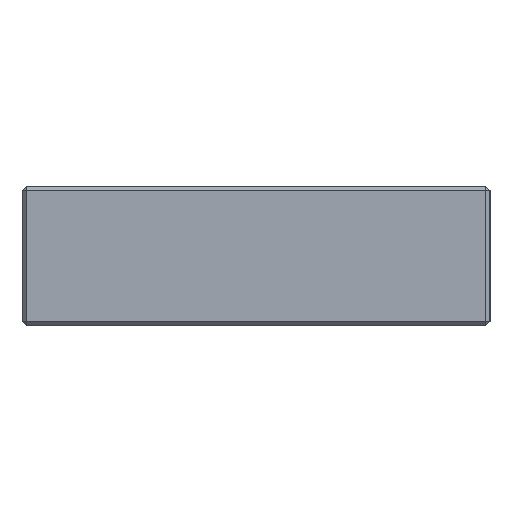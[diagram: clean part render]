
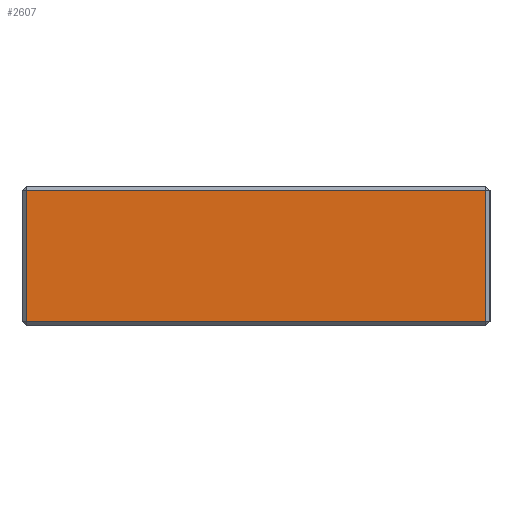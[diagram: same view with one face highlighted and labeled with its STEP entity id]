
A CAD part, left-side view. The second image highlights one B-rep face of the part: STEP entity #2607.
In plain terms, the highlighted planar face has unit normal (-1, 0, 0).
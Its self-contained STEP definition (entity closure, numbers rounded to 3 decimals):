
#128 = PLANE('',#129);
#129 = AXIS2_PLACEMENT_3D('',#130,#131,#132);
#130 = CARTESIAN_POINT('',(-57.,-32.3,19.));
#131 = DIRECTION('',(0.707,0.,-0.707));
#132 = DIRECTION('',(-0.,-1.,-0.));
#969 = VERTEX_POINT('',#970);
#970 = CARTESIAN_POINT('',(-57.3,-31.7,18.7));
#993 = VERTEX_POINT('',#994);
#994 = CARTESIAN_POINT('',(-57.3,31.7,18.7));
#1020 = EDGE_CURVE('',#969,#993,#1021,.T.);
#1021 = SURFACE_CURVE('',#1022,(#1026,#1033),.PCURVE_S1.);
#1022 = LINE('',#1023,#1024);
#1023 = CARTESIAN_POINT('',(-57.3,-32.3,18.7));
#1024 = VECTOR('',#1025,1.);
#1025 = DIRECTION('',(0.,1.,0.));
#1026 = PCURVE('',#128,#1027);
#1027 = DEFINITIONAL_REPRESENTATION('',(#1028),#1032);
#1028 = LINE('',#1029,#1030);
#1029 = CARTESIAN_POINT('',(-0.,0.424));
#1030 = VECTOR('',#1031,1.);
#1031 = DIRECTION('',(-1.,0.));
#1032 = ( GEOMETRIC_REPRESENTATION_CONTEXT(2) 
PARAMETRIC_REPRESENTATION_CONTEXT() REPRESENTATION_CONTEXT('2D SPACE',''
  ) );
#1033 = PCURVE('',#1034,#1039);
#1034 = PLANE('',#1035);
#1035 = AXIS2_PLACEMENT_3D('',#1036,#1037,#1038);
#1036 = CARTESIAN_POINT('',(-57.3,-32.3,0.));
#1037 = DIRECTION('',(-1.,0.,0.));
#1038 = DIRECTION('',(0.,1.,0.));
#1039 = DEFINITIONAL_REPRESENTATION('',(#1040),#1044);
#1040 = LINE('',#1041,#1042);
#1041 = CARTESIAN_POINT('',(0.,-18.7));
#1042 = VECTOR('',#1043,1.);
#1043 = DIRECTION('',(1.,0.));
#1044 = ( GEOMETRIC_REPRESENTATION_CONTEXT(2) 
PARAMETRIC_REPRESENTATION_CONTEXT() REPRESENTATION_CONTEXT('2D SPACE',''
  ) );
#1781 = PLANE('',#1782);
#1782 = AXIS2_PLACEMENT_3D('',#1783,#1784,#1785);
#1783 = CARTESIAN_POINT('',(-57.,-32.,0.));
#1784 = DIRECTION('',(-0.707,-0.707,0.));
#1785 = DIRECTION('',(0.,0.,1.));
#2607 = ADVANCED_FACE('',(#2608),#1034,.T.);
#2608 = FACE_BOUND('',#2609,.T.);
#2609 = EDGE_LOOP('',(#2610,#2633,#2634,#2662));
#2610 = ORIENTED_EDGE('',*,*,#2611,.T.);
#2611 = EDGE_CURVE('',#2612,#969,#2614,.T.);
#2612 = VERTEX_POINT('',#2613);
#2613 = CARTESIAN_POINT('',(-57.3,-31.7,0.6));
#2614 = SURFACE_CURVE('',#2615,(#2619,#2626),.PCURVE_S1.);
#2615 = LINE('',#2616,#2617);
#2616 = CARTESIAN_POINT('',(-57.3,-31.7,0.));
#2617 = VECTOR('',#2618,1.);
#2618 = DIRECTION('',(0.,0.,1.));
#2619 = PCURVE('',#1034,#2620);
#2620 = DEFINITIONAL_REPRESENTATION('',(#2621),#2625);
#2621 = LINE('',#2622,#2623);
#2622 = CARTESIAN_POINT('',(0.6,0.));
#2623 = VECTOR('',#2624,1.);
#2624 = DIRECTION('',(0.,-1.));
#2625 = ( GEOMETRIC_REPRESENTATION_CONTEXT(2) 
PARAMETRIC_REPRESENTATION_CONTEXT() REPRESENTATION_CONTEXT('2D SPACE',''
  ) );
#2626 = PCURVE('',#1781,#2627);
#2627 = DEFINITIONAL_REPRESENTATION('',(#2628),#2632);
#2628 = LINE('',#2629,#2630);
#2629 = CARTESIAN_POINT('',(0.,0.424));
#2630 = VECTOR('',#2631,1.);
#2631 = DIRECTION('',(1.,0.));
#2632 = ( GEOMETRIC_REPRESENTATION_CONTEXT(2) 
PARAMETRIC_REPRESENTATION_CONTEXT() REPRESENTATION_CONTEXT('2D SPACE',''
  ) );
#2633 = ORIENTED_EDGE('',*,*,#1020,.T.);
#2634 = ORIENTED_EDGE('',*,*,#2635,.F.);
#2635 = EDGE_CURVE('',#2636,#993,#2638,.T.);
#2636 = VERTEX_POINT('',#2637);
#2637 = CARTESIAN_POINT('',(-57.3,31.7,0.6));
#2638 = SURFACE_CURVE('',#2639,(#2643,#2650),.PCURVE_S1.);
#2639 = LINE('',#2640,#2641);
#2640 = CARTESIAN_POINT('',(-57.3,31.7,0.));
#2641 = VECTOR('',#2642,1.);
#2642 = DIRECTION('',(0.,0.,1.));
#2643 = PCURVE('',#1034,#2644);
#2644 = DEFINITIONAL_REPRESENTATION('',(#2645),#2649);
#2645 = LINE('',#2646,#2647);
#2646 = CARTESIAN_POINT('',(64.,0.));
#2647 = VECTOR('',#2648,1.);
#2648 = DIRECTION('',(0.,-1.));
#2649 = ( GEOMETRIC_REPRESENTATION_CONTEXT(2) 
PARAMETRIC_REPRESENTATION_CONTEXT() REPRESENTATION_CONTEXT('2D SPACE',''
  ) );
#2650 = PCURVE('',#2651,#2656);
#2651 = PLANE('',#2652);
#2652 = AXIS2_PLACEMENT_3D('',#2653,#2654,#2655);
#2653 = CARTESIAN_POINT('',(-57.,32.,0.));
#2654 = DIRECTION('',(-0.707,0.707,0.));
#2655 = DIRECTION('',(0.,0.,1.));
#2656 = DEFINITIONAL_REPRESENTATION('',(#2657),#2661);
#2657 = LINE('',#2658,#2659);
#2658 = CARTESIAN_POINT('',(0.,-0.424));
#2659 = VECTOR('',#2660,1.);
#2660 = DIRECTION('',(1.,0.));
#2661 = ( GEOMETRIC_REPRESENTATION_CONTEXT(2) 
PARAMETRIC_REPRESENTATION_CONTEXT() REPRESENTATION_CONTEXT('2D SPACE',''
  ) );
#2662 = ORIENTED_EDGE('',*,*,#2663,.F.);
#2663 = EDGE_CURVE('',#2612,#2636,#2664,.T.);
#2664 = SURFACE_CURVE('',#2665,(#2669,#2676),.PCURVE_S1.);
#2665 = LINE('',#2666,#2667);
#2666 = CARTESIAN_POINT('',(-57.3,-32.3,0.6));
#2667 = VECTOR('',#2668,1.);
#2668 = DIRECTION('',(0.,1.,0.));
#2669 = PCURVE('',#1034,#2670);
#2670 = DEFINITIONAL_REPRESENTATION('',(#2671),#2675);
#2671 = LINE('',#2672,#2673);
#2672 = CARTESIAN_POINT('',(0.,-0.6));
#2673 = VECTOR('',#2674,1.);
#2674 = DIRECTION('',(1.,0.));
#2675 = ( GEOMETRIC_REPRESENTATION_CONTEXT(2) 
PARAMETRIC_REPRESENTATION_CONTEXT() REPRESENTATION_CONTEXT('2D SPACE',''
  ) );
#2676 = PCURVE('',#2677,#2682);
#2677 = PLANE('',#2678);
#2678 = AXIS2_PLACEMENT_3D('',#2679,#2680,#2681);
#2679 = CARTESIAN_POINT('',(-57.,-32.3,0.3));
#2680 = DIRECTION('',(-0.707,0.,-0.707));
#2681 = DIRECTION('',(0.,1.,0.));
#2682 = DEFINITIONAL_REPRESENTATION('',(#2683),#2687);
#2683 = LINE('',#2684,#2685);
#2684 = CARTESIAN_POINT('',(0.,-0.424));
#2685 = VECTOR('',#2686,1.);
#2686 = DIRECTION('',(1.,0.));
#2687 = ( GEOMETRIC_REPRESENTATION_CONTEXT(2) 
PARAMETRIC_REPRESENTATION_CONTEXT() REPRESENTATION_CONTEXT('2D SPACE',''
  ) );
